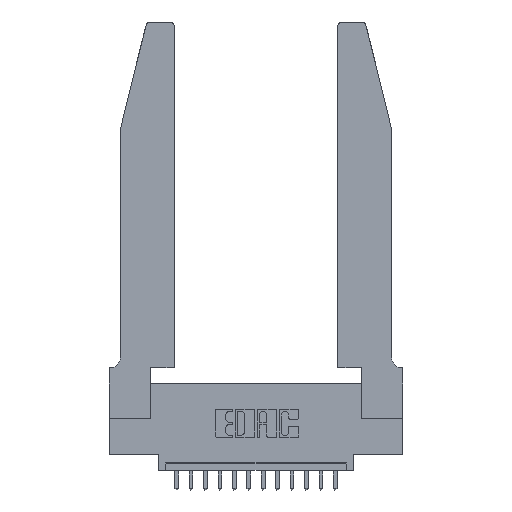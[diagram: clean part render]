
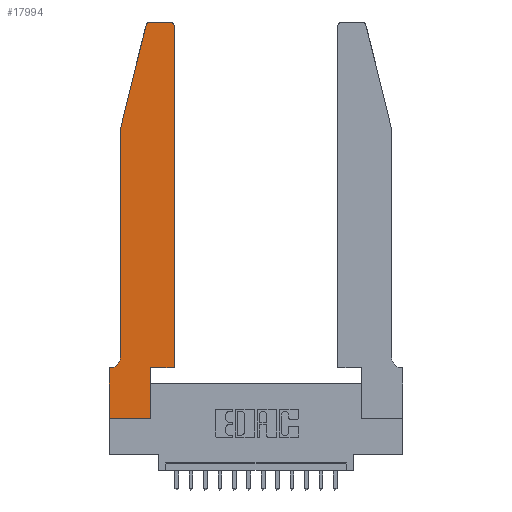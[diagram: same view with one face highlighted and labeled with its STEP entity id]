
A CAD part, top view. The second image highlights one B-rep face of the part: STEP entity #17994.
In plain terms, the highlighted planar face has unit normal (0, 0, 1).
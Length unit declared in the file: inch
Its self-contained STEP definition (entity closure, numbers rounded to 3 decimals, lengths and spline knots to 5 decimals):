
#139 = DIRECTION ( 'NONE',  ( 1., 0., 0. ) ) ;
#602 = EDGE_CURVE ( 'NONE', #15618, #2972, #6283, .T. ) ;
#737 = CARTESIAN_POINT ( 'NONE',  ( 0.0755, 2., 0.37 ) ) ;
#1055 = VERTEX_POINT ( 'NONE', #13420 ) ;
#1058 = CARTESIAN_POINT ( 'NONE',  ( 0.0055, 0.35, 0.37 ) ) ;
#1257 = CARTESIAN_POINT ( 'NONE',  ( 0., 0., 0.37 ) ) ;
#1258 = VERTEX_POINT ( 'NONE', #5158 ) ;
#1304 = ORIENTED_EDGE ( 'NONE', *, *, #17570, .T. ) ;
#1537 = VERTEX_POINT ( 'NONE', #1058 ) ;
#1541 = ORIENTED_EDGE ( 'NONE', *, *, #7787, .T. ) ;
#1629 = DIRECTION ( 'NONE',  ( -1., 0., 0. ) ) ;
#1636 = EDGE_CURVE ( 'NONE', #13931, #4179, #14057, .T. ) ;
#1810 = CARTESIAN_POINT ( 'NONE',  ( 0.2605, 2.75, 0.37 ) ) ;
#2205 = VECTOR ( 'NONE', #16410, 39.37008 ) ;
#2451 = CARTESIAN_POINT ( 'NONE',  ( 0., 0.35, 0.37 ) ) ;
#2541 = DIRECTION ( 'NONE',  ( 1., 0., 0. ) ) ;
#2548 = CARTESIAN_POINT ( 'NONE',  ( 0.2865, 0., 0.37 ) ) ;
#2707 = DIRECTION ( 'NONE',  ( 0., -1., 0. ) ) ;
#2724 = CARTESIAN_POINT ( 'NONE',  ( 0.4205, 2.75, 0.37 ) ) ;
#2818 = CIRCLE ( 'NONE', #6222, 0.07 ) ;
#2848 = VERTEX_POINT ( 'NONE', #14138 ) ;
#2869 = CARTESIAN_POINT ( 'NONE',  ( 0.4505, 0.35, 0.37 ) ) ;
#2972 = VERTEX_POINT ( 'NONE', #11245 ) ;
#3448 = CARTESIAN_POINT ( 'NONE',  ( 0.2865, 0.35, 0.37 ) ) ;
#3629 = CARTESIAN_POINT ( 'NONE',  ( 0.0755, 0.35, 0.37 ) ) ;
#3651 = DIRECTION ( 'NONE',  ( 1., 0., 0. ) ) ;
#3730 = CARTESIAN_POINT ( 'NONE',  ( 0.0055, 0.42, 0.37 ) ) ;
#4179 = VERTEX_POINT ( 'NONE', #737 ) ;
#4186 = VERTEX_POINT ( 'NONE', #4378 ) ;
#4236 = ORIENTED_EDGE ( 'NONE', *, *, #16447, .T. ) ;
#4378 = CARTESIAN_POINT ( 'NONE',  ( 0.4505, 2.72, 0.37 ) ) ;
#4395 = DIRECTION ( 'NONE',  ( 1., 0., 0. ) ) ;
#4596 = LINE ( 'NONE', #10814, #11154 ) ;
#5158 = CARTESIAN_POINT ( 'NONE',  ( 0.2865, 0.35, 0.37 ) ) ;
#5207 = LINE ( 'NONE', #12385, #2205 ) ;
#5288 = EDGE_CURVE ( 'NONE', #1258, #11169, #12072, .T. ) ;
#5455 = LINE ( 'NONE', #5525, #16786 ) ;
#5525 = CARTESIAN_POINT ( 'NONE',  ( 0.0755, 2., 0.37 ) ) ;
#5617 = VECTOR ( 'NONE', #1629, 39.37008 ) ;
#5783 = ORIENTED_EDGE ( 'NONE', *, *, #11977, .T. ) ;
#5856 = VECTOR ( 'NONE', #13338, 39.37008 ) ;
#5893 = CIRCLE ( 'NONE', #17579, 0.03 ) ;
#6222 = AXIS2_PLACEMENT_3D ( 'NONE', #3730, #13432, #11931 ) ;
#6283 = LINE ( 'NONE', #1810, #5617 ) ;
#6552 = DIRECTION ( 'NONE',  ( 0., 0., 1. ) ) ;
#7218 = DIRECTION ( 'NONE',  ( 1., 0., 0. ) ) ;
#7222 = CARTESIAN_POINT ( 'NONE',  ( 0., 0., 0.37 ) ) ;
#7481 = DIRECTION ( 'NONE',  ( -0.239, -0.971, 0. ) ) ;
#7787 = EDGE_CURVE ( 'NONE', #1055, #7883, #4596, .T. ) ;
#7883 = VERTEX_POINT ( 'NONE', #1257 ) ;
#7977 = VERTEX_POINT ( 'NONE', #2548 ) ;
#8414 = LINE ( 'NONE', #3448, #15835 ) ;
#8661 = ORIENTED_EDGE ( 'NONE', *, *, #9034, .T. ) ;
#8723 = FACE_OUTER_BOUND ( 'NONE', #9590, .T. ) ;
#8866 = CARTESIAN_POINT ( 'NONE',  ( 0.4505, 0.35, 0.37 ) ) ;
#9034 = EDGE_CURVE ( 'NONE', #11169, #4186, #5207, .T. ) ;
#9136 = VECTOR ( 'NONE', #4395, 39.37008 ) ;
#9147 = AXIS2_PLACEMENT_3D ( 'NONE', #2451, #6552, #3651 ) ;
#9590 = EDGE_LOOP ( 'NONE', ( #10506, #17433, #13744, #4236, #14354, #5783, #1541, #15917, #14725, #13356, #8661, #1304 ) ) ;
#10187 = EDGE_CURVE ( 'NONE', #2848, #1537, #2818, .T. ) ;
#10506 = ORIENTED_EDGE ( 'NONE', *, *, #602, .T. ) ;
#10814 = CARTESIAN_POINT ( 'NONE',  ( 0., 0., 0.37 ) ) ;
#10902 = DIRECTION ( 'NONE',  ( 0., -1., 0. ) ) ;
#11154 = VECTOR ( 'NONE', #2707, 39.37008 ) ;
#11169 = VERTEX_POINT ( 'NONE', #8866 ) ;
#11245 = CARTESIAN_POINT ( 'NONE',  ( 0.284, 2.75, 0.37 ) ) ;
#11441 = CARTESIAN_POINT ( 'NONE',  ( 0.284, 2.72, 0.37 ) ) ;
#11931 = DIRECTION ( 'NONE',  ( -1., 0., 0. ) ) ;
#11977 = EDGE_CURVE ( 'NONE', #1537, #1055, #13239, .T. ) ;
#12072 = LINE ( 'NONE', #2869, #14453 ) ;
#12217 = CIRCLE ( 'NONE', #12815, 0.03 ) ;
#12356 = EDGE_CURVE ( 'NONE', #7977, #1258, #8414, .T. ) ;
#12385 = CARTESIAN_POINT ( 'NONE',  ( 0.4505, 0.35, 0.37 ) ) ;
#12815 = AXIS2_PLACEMENT_3D ( 'NONE', #17703, #16553, #2541 ) ;
#13010 = CARTESIAN_POINT ( 'NONE',  ( 0.0755, 2., 0.37 ) ) ;
#13239 = LINE ( 'NONE', #3629, #5856 ) ;
#13338 = DIRECTION ( 'NONE',  ( -1., 0., 0. ) ) ;
#13356 = ORIENTED_EDGE ( 'NONE', *, *, #5288, .T. ) ;
#13420 = CARTESIAN_POINT ( 'NONE',  ( 0., 0.35, 0.37 ) ) ;
#13432 = DIRECTION ( 'NONE',  ( 0., 0., -1. ) ) ;
#13744 = ORIENTED_EDGE ( 'NONE', *, *, #1636, .T. ) ;
#13931 = VERTEX_POINT ( 'NONE', #15480 ) ;
#14021 = DIRECTION ( 'NONE',  ( 0., 0., 1. ) ) ;
#14057 = LINE ( 'NONE', #13010, #17312 ) ;
#14138 = CARTESIAN_POINT ( 'NONE',  ( 0.0755, 0.42, 0.37 ) ) ;
#14354 = ORIENTED_EDGE ( 'NONE', *, *, #10187, .T. ) ;
#14453 = VECTOR ( 'NONE', #7218, 39.37008 ) ;
#14725 = ORIENTED_EDGE ( 'NONE', *, *, #12356, .T. ) ;
#15480 = CARTESIAN_POINT ( 'NONE',  ( 0.25487, 2.72718, 0.37 ) ) ;
#15618 = VERTEX_POINT ( 'NONE', #2724 ) ;
#15835 = VECTOR ( 'NONE', #15953, 39.37008 ) ;
#15917 = ORIENTED_EDGE ( 'NONE', *, *, #16508, .T. ) ;
#15953 = DIRECTION ( 'NONE',  ( 0., 1., 0. ) ) ;
#16112 = PLANE ( 'NONE',  #9147 ) ;
#16410 = DIRECTION ( 'NONE',  ( 0., 1., 0. ) ) ;
#16447 = EDGE_CURVE ( 'NONE', #4179, #2848, #5455, .T. ) ;
#16508 = EDGE_CURVE ( 'NONE', #7883, #7977, #17848, .T. ) ;
#16534 = EDGE_CURVE ( 'NONE', #2972, #13931, #5893, .T. ) ;
#16553 = DIRECTION ( 'NONE',  ( 0., 0., 1. ) ) ;
#16786 = VECTOR ( 'NONE', #10902, 39.37008 ) ;
#17312 = VECTOR ( 'NONE', #7481, 39.37008 ) ;
#17433 = ORIENTED_EDGE ( 'NONE', *, *, #16534, .T. ) ;
#17570 = EDGE_CURVE ( 'NONE', #4186, #15618, #12217, .T. ) ;
#17579 = AXIS2_PLACEMENT_3D ( 'NONE', #11441, #14021, #139 ) ;
#17703 = CARTESIAN_POINT ( 'NONE',  ( 0.4205, 2.72, 0.37 ) ) ;
#17848 = LINE ( 'NONE', #7222, #9136 ) ;
#17994 = ADVANCED_FACE ( 'NONE', ( #8723 ), #16112, .T. ) ;
